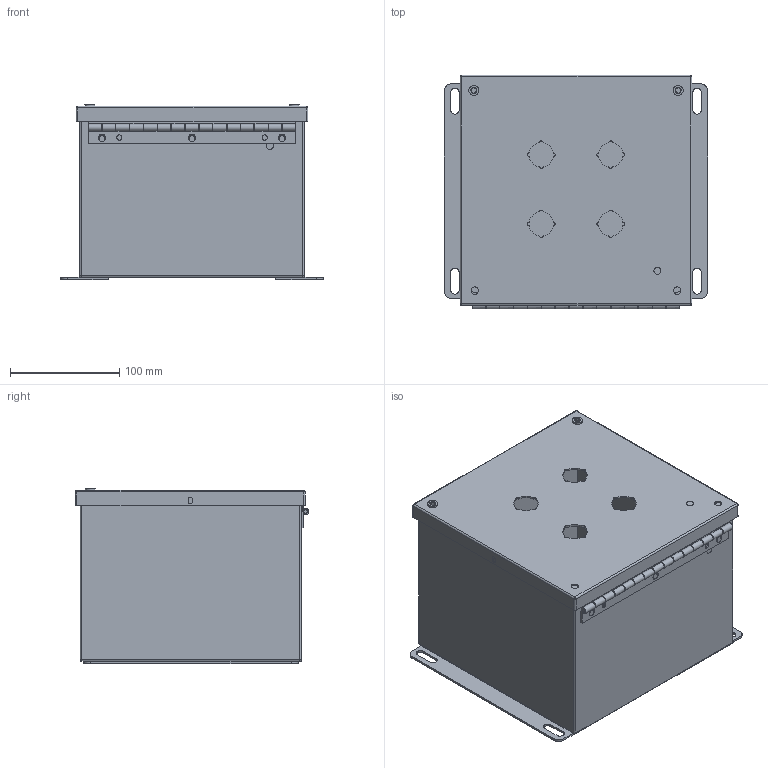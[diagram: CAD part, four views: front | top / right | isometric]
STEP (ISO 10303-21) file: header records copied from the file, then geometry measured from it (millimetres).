
FILE_DESCRIPTION (( 'STEP AP214' ), '1' );
FILE_NAME ('SCE-4SPBHI.STEP', '2023-07-28T13:22:59', ( '' ), ( '' ), 'SwSTEP 2.0', 'SolidWorks 2021', '' );
FILE_SCHEMA (( 'AUTOMOTIVE_DESIGN' ));
Length unit declared in the file: inch
Products named in the file (1): SCE-4SPBHI
Bounding box: 241.3 x 214.32 x 160.59 mm (x, y, z)
Volume: 482155.5 mm3; surface area: 570614.5 mm2
Topology: 7 solids, 10 shells, 817 faces, 2001 edges, 1203 vertices
Faces by surface type: cylinder 336, plane 329, bspline 118, cone 34
Full cylindrical faces by diameter (mm): 4.9 x2, 6.756 x2, 8.052 x4
Entity records: 42839 total; most frequent: CARTESIAN_POINT 24372, ORIENTED_EDGE 3930, DIRECTION 3621, EDGE_CURVE 1965, AXIS2_PLACEMENT_3D 1343, VERTEX_POINT 1203, VECTOR 935, LINE 935
